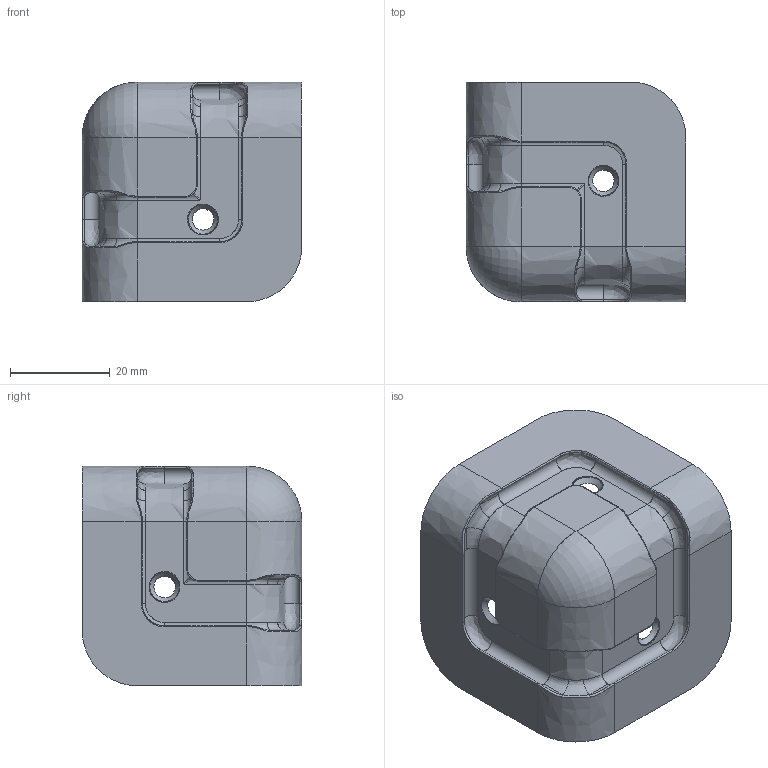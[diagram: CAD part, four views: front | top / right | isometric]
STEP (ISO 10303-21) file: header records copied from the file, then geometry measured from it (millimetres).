
FILE_DESCRIPTION(/* description */ (''),/* implementation_level */ '2;1');
FILE_NAME(/* name */ 'Vertice Pelle con fori spostati',/* time_stamp */ '2024-02-28T20:12:42+01:00',/* author */ (''),/* organization */ (''),/* preprocessor_version */ 'ST-DEVELOPER v18.1',/* originating_system */ '',/* authorisation */ '');
FILE_SCHEMA (('AUTOMOTIVE_DESIGN { 1 0 10303 214 3 1 1 }'));
Length unit declared in the file: millimetre
Bounding box: 44 x 44 x 44 mm (x, y, z)
Surface area: 5982.5 mm2 (no closed solid volume)
Topology: 0 solids, 112 shells, 112 faces, 502 edges, 495 vertices
Faces by surface type: bspline 91, cylinder 21
Entity records: 13393 total; most frequent: CARTESIAN_POINT 10546, ORIENTED_EDGE 507, EDGE_CURVE 501, VERTEX_POINT 495, B_SPLINE_CURVE_WITH_KNOTS 420, EDGE_LOOP 115, STYLED_ITEM 112, FACE_OUTER_BOUND 112
